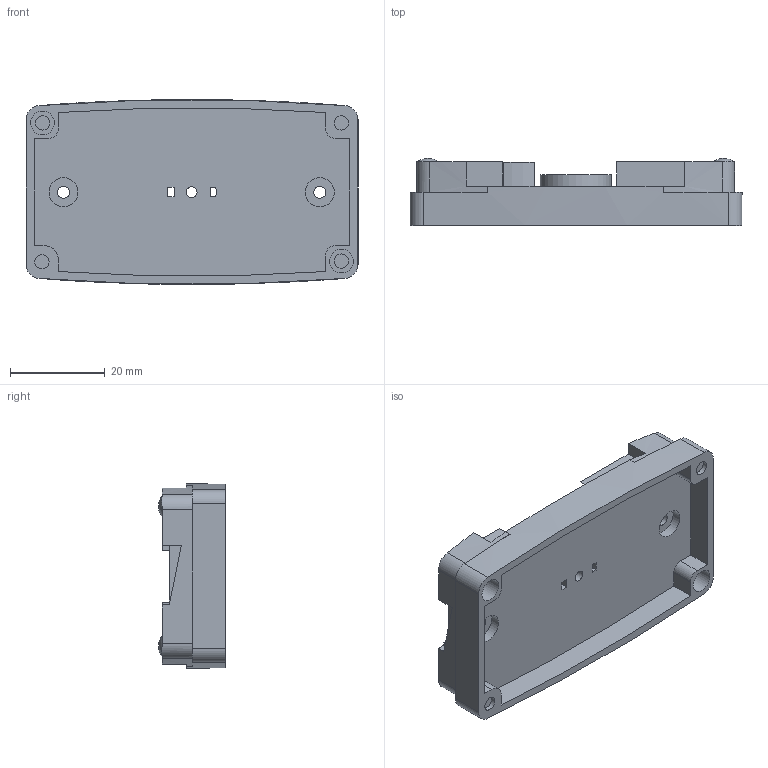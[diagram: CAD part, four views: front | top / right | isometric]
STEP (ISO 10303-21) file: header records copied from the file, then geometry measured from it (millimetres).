
FILE_DESCRIPTION(/* description */ (''),/* implementation_level */ '2;1');
FILE_NAME(/* name */ 'BatteryTop v1.step',/* time_stamp */ '2024-04-11T10:53:45+10:00',/* author */ (''),/* organization */ (''),/* preprocessor_version */ 'ST-DEVELOPER v20',/* originating_system */ 'Autodesk Translation Framework v12.20.1.177',/* authorisation */ '');
FILE_SCHEMA (('AUTOMOTIVE_DESIGN { 1 0 10303 214 3 1 1 }'));
Length unit declared in the file: millimetre
Products named in the file (1): BatteryTop
Bounding box: 70 x 14.09 x 38.9 mm (x, y, z)
Volume: 14503.8 mm3; surface area: 10070.9 mm2
Topology: 1 solids, 1 shells, 118 faces, 306 edges, 204 vertices
Faces by surface type: plane 72, cylinder 42, sphere 4
Full cylindrical faces by diameter (mm): 2.286 x1, 2.54 x2, 3 x2, 3.442 x2, 5 x2, 5.334 x1, 6.096 x2, 10.389 x1, 13.208 x1, 14.986 x1, 21.59 x1
Entity records: 3708 total; most frequent: CARTESIAN_POINT 649, DIRECTION 646, ORIENTED_EDGE 612, EDGE_CURVE 306, AXIS2_PLACEMENT_3D 225, VERTEX_POINT 204, LINE 196, VECTOR 196
